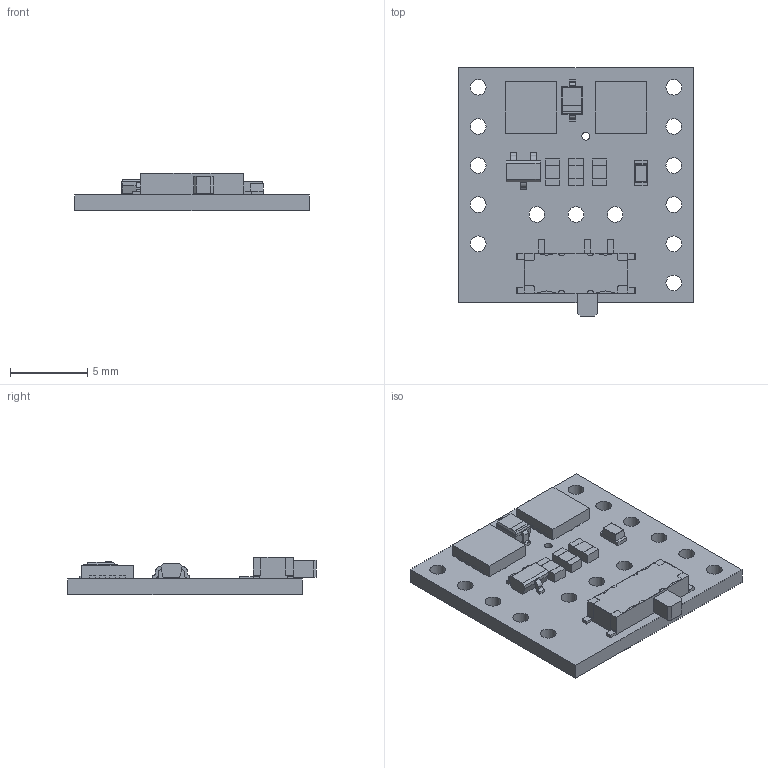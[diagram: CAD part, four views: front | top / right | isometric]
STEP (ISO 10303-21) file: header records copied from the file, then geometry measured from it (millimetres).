
FILE_DESCRIPTION (( 'STEP AP214' ), '1' );
FILE_NAME ('mini-mosfet-slide-switch-with-reverse-voltage-protection.step', '2017-09-29T17:03:02', ( '' ), ( '' ), 'SwSTEP 2.0', 'SolidWorks 2016', '' );
FILE_SCHEMA (( 'AUTOMOTIVE_DESIGN' ));
Length unit declared in the file: millimetre
Products named in the file (1): mini-mosfet-slide-switch-with-reverse-voltage-protection
Bounding box: 15.24 x 16.14 x 2.42 mm (x, y, z)
Volume: 278.5 mm3; surface area: 680.5 mm2
Topology: 1 solids, 1 shells, 820 faces, 2250 edges, 1474 vertices
Faces by surface type: plane 576, bspline 152, cylinder 92
Full cylindrical faces by diameter (mm): 0.4 x2, 0.508 x1, 0.9 x2, 1.016 x14
Entity records: 39903 total; most frequent: CARTESIAN_POINT 10942, ORIENTED_EDGE 4458, DIRECTION 3431, EDGE_CURVE 2229, LINE 1741, VECTOR 1741, VERTEX_POINT 1472, EDGE_LOOP 933
